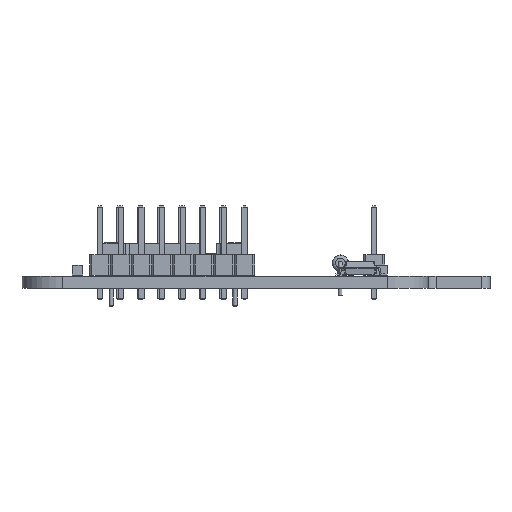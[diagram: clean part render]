
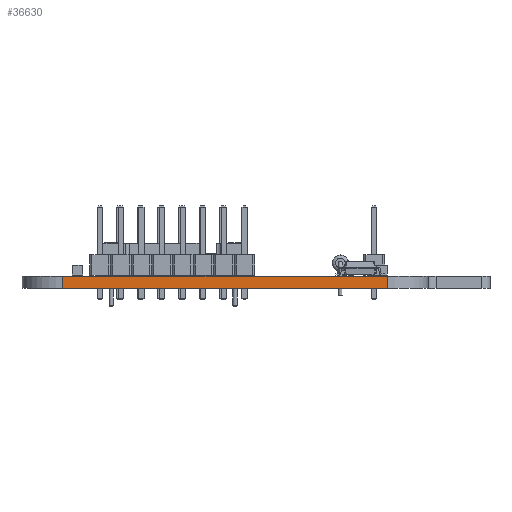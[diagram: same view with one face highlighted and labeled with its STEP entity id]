
A CAD part, left-side view. The second image highlights one B-rep face of the part: STEP entity #36630.
In plain terms, the highlighted planar face has unit normal (-1, 0, 0).
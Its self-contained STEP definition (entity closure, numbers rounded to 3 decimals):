
#35065 = VERTEX_POINT('',#35066);
#35066 = CARTESIAN_POINT('',(90.584,-75.375,0.));
#35073 = EDGE_CURVE('',#35074,#35065,#35076,.T.);
#35074 = VERTEX_POINT('',#35075);
#35075 = CARTESIAN_POINT('',(90.584,-115.375,0.));
#35076 = LINE('',#35077,#35078);
#35077 = CARTESIAN_POINT('',(90.584,-115.375,0.));
#35078 = VECTOR('',#35079,1.);
#35079 = DIRECTION('',(0.,1.,0.));
#35834 = VERTEX_POINT('',#35835);
#35835 = CARTESIAN_POINT('',(90.584,-75.375,1.51));
#35842 = EDGE_CURVE('',#35843,#35834,#35845,.T.);
#35843 = VERTEX_POINT('',#35844);
#35844 = CARTESIAN_POINT('',(90.584,-115.375,1.51));
#35845 = LINE('',#35846,#35847);
#35846 = CARTESIAN_POINT('',(90.584,-115.375,1.51));
#35847 = VECTOR('',#35848,1.);
#35848 = DIRECTION('',(0.,1.,0.));
#36600 = EDGE_CURVE('',#35065,#35834,#36601,.T.);
#36601 = LINE('',#36602,#36603);
#36602 = CARTESIAN_POINT('',(90.584,-75.375,0.));
#36603 = VECTOR('',#36604,1.);
#36604 = DIRECTION('',(0.,0.,1.));
#36630 = ADVANCED_FACE('',(#36631),#36642,.T.);
#36631 = FACE_BOUND('',#36632,.T.);
#36632 = EDGE_LOOP('',(#36633,#36639,#36640,#36641));
#36633 = ORIENTED_EDGE('',*,*,#36634,.T.);
#36634 = EDGE_CURVE('',#35074,#35843,#36635,.T.);
#36635 = LINE('',#36636,#36637);
#36636 = CARTESIAN_POINT('',(90.584,-115.375,0.));
#36637 = VECTOR('',#36638,1.);
#36638 = DIRECTION('',(0.,0.,1.));
#36639 = ORIENTED_EDGE('',*,*,#35842,.T.);
#36640 = ORIENTED_EDGE('',*,*,#36600,.F.);
#36641 = ORIENTED_EDGE('',*,*,#35073,.F.);
#36642 = PLANE('',#36643);
#36643 = AXIS2_PLACEMENT_3D('',#36644,#36645,#36646);
#36644 = CARTESIAN_POINT('',(90.584,-115.375,0.));
#36645 = DIRECTION('',(-1.,0.,0.));
#36646 = DIRECTION('',(0.,1.,0.));
